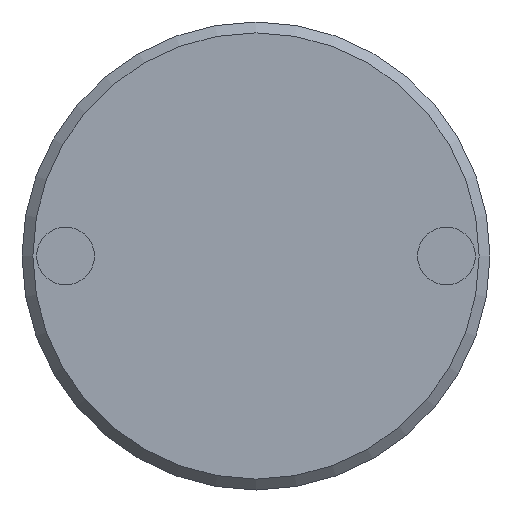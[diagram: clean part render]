
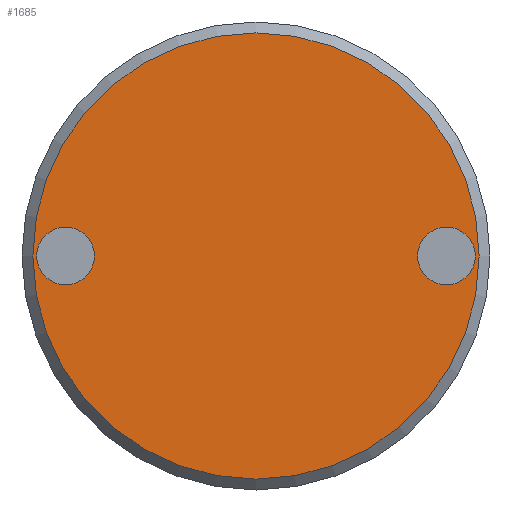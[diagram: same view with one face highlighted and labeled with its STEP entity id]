
A CAD part, left-side view. The second image highlights one B-rep face of the part: STEP entity #1685.
In plain terms, the highlighted planar face has unit normal (-1, 0, 0).
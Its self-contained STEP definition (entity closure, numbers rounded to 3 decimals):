
#69=FACE_BOUND('',#428,.T.);
#70=FACE_BOUND('',#429,.T.);
#119=CIRCLE('',#1985,2.65);
#121=CIRCLE('',#1989,2.65);
#125=CIRCLE('',#1995,20.5);
#298=FACE_OUTER_BOUND('',#427,.T.);
#427=EDGE_LOOP('',(#1325));
#428=EDGE_LOOP('',(#1326));
#429=EDGE_LOOP('',(#1327));
#818=VERTEX_POINT('',#2882);
#820=VERTEX_POINT('',#2889);
#824=VERTEX_POINT('',#2900);
#996=EDGE_CURVE('',#818,#818,#119,.T.);
#999=EDGE_CURVE('',#820,#820,#121,.T.);
#1005=EDGE_CURVE('',#824,#824,#125,.T.);
#1325=ORIENTED_EDGE('',*,*,#1005,.F.);
#1326=ORIENTED_EDGE('',*,*,#996,.T.);
#1327=ORIENTED_EDGE('',*,*,#999,.T.);
#1601=PLANE('',#1996);
#1685=ADVANCED_FACE('',(#298,#69,#70),#1601,.T.);
#1985=AXIS2_PLACEMENT_3D('',#2883,#2348,#2349);
#1989=AXIS2_PLACEMENT_3D('',#2890,#2357,#2358);
#1995=AXIS2_PLACEMENT_3D('',#2902,#2371,#2372);
#1996=AXIS2_PLACEMENT_3D('',#2903,#2373,#2374);
#2348=DIRECTION('center_axis',(1.,0.,0.));
#2349=DIRECTION('ref_axis',(0.,0.,1.));
#2357=DIRECTION('center_axis',(1.,0.,0.));
#2358=DIRECTION('ref_axis',(0.,0.,1.));
#2371=DIRECTION('center_axis',(1.,0.,0.));
#2372=DIRECTION('ref_axis',(0.,-1.,0.));
#2373=DIRECTION('center_axis',(-1.,0.,0.));
#2374=DIRECTION('ref_axis',(0.,0.,1.));
#2882=CARTESIAN_POINT('',(0.,-17.5,-2.65));
#2883=CARTESIAN_POINT('Origin',(0.,-17.5,0.));
#2889=CARTESIAN_POINT('',(0.,17.5,-2.65));
#2890=CARTESIAN_POINT('Origin',(0.,17.5,0.));
#2900=CARTESIAN_POINT('',(0.,20.5,0.));
#2902=CARTESIAN_POINT('Origin',(0.,0.,0.));
#2903=CARTESIAN_POINT('Origin',(0.,21.5,0.));
